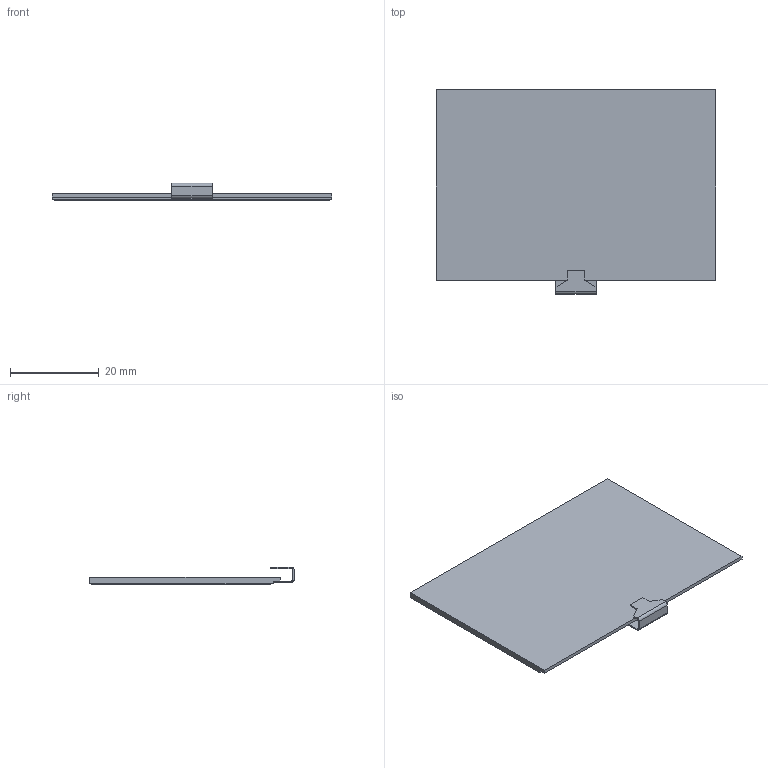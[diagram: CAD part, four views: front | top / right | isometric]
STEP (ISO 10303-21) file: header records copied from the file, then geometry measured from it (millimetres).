
FILE_DESCRIPTION(/* description */ ('Alibre Inc.'),/* implementation_level */ '2;1');
FILE_NAME(/* name */ 'export0',/* time_stamp */ '2015-09-19T23:27:14+02:00',/* author */ (''),/* organization */ (''),/* preprocessor_version */ 'ST-DEVELOPER v14',/* originating_system */ 'Alibre',/* authorisation */ '');
FILE_SCHEMA (('AUTOMOTIVE_DESIGN'));
Length unit declared in the file: centimetre
Bounding box: 62.8 x 45.97 x 3.94 mm (x, y, z)
Volume: 4347.3 mm3; surface area: 10078.3 mm2
Topology: 3 solids, 3 shells, 37 faces, 90 edges, 60 vertices
Faces by surface type: plane 33, cylinder 4
Entity records: 1138 total; most frequent: CARTESIAN_POINT 193, ORIENTED_EDGE 180, DIRECTION 151, EDGE_CURVE 90, VECTOR 82, LINE 82, VERTEX_POINT 60, AXIS2_PLACEMENT_3D 51
